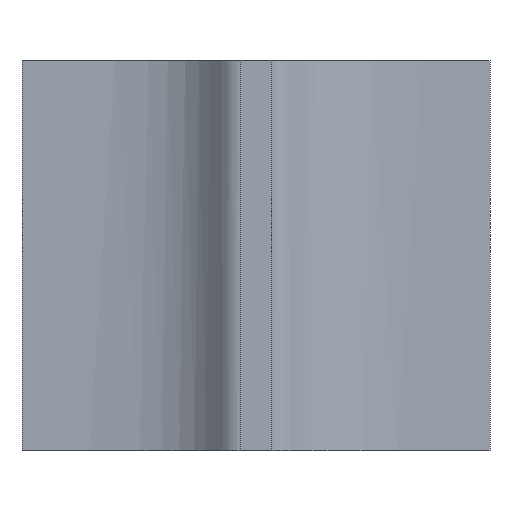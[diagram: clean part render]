
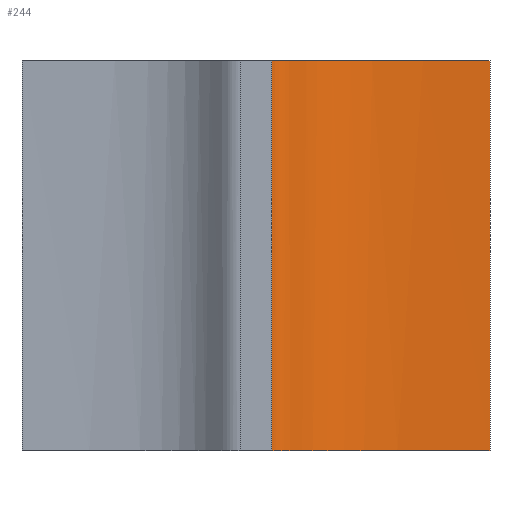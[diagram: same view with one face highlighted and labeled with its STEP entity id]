
A CAD part, front view. The second image highlights one B-rep face of the part: STEP entity #244.
In plain terms, the highlighted free-form (B-spline) face has degree [4, 1] with [5, 2] control points.
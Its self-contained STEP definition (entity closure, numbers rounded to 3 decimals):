
#15=(
BOUNDED_SURFACE()
B_SPLINE_SURFACE(4,1,((#391,#392),(#393,#394),(#395,#396),(#397,#398),(#399,
#400)),.UNSPECIFIED.,.F.,.F.,.F.)
B_SPLINE_SURFACE_WITH_KNOTS((5,5),(2,2),(-1.,0.),(0.,2.75),
 .UNSPECIFIED.)
GEOMETRIC_REPRESENTATION_ITEM()
RATIONAL_B_SPLINE_SURFACE(((1.,1.),(1.,1.),(1.,1.),(1.,1.),(1.,1.)))
REPRESENTATION_ITEM('')
SURFACE()
);
#21=(
BOUNDED_CURVE()
B_SPLINE_CURVE(4,(#359,#360,#361,#362,#363),.UNSPECIFIED.,.F.,.F.)
B_SPLINE_CURVE_WITH_KNOTS((5,5),(-1.,0.),.UNSPECIFIED.)
CURVE()
GEOMETRIC_REPRESENTATION_ITEM()
RATIONAL_B_SPLINE_CURVE((1.,1.,1.,1.,1.))
REPRESENTATION_ITEM('')
);
#25=(
BOUNDED_CURVE()
B_SPLINE_CURVE(4,(#403,#404,#405,#406,#407),.UNSPECIFIED.,.F.,.F.)
B_SPLINE_CURVE_WITH_KNOTS((5,5),(0.,1.),.UNSPECIFIED.)
CURVE()
GEOMETRIC_REPRESENTATION_ITEM()
RATIONAL_B_SPLINE_CURVE((1.,1.,1.,1.,1.))
REPRESENTATION_ITEM('')
);
#42=FACE_OUTER_BOUND('',#57,.T.);
#57=EDGE_LOOP('',(#196,#197,#198,#199));
#75=LINE('',#408,#95);
#76=LINE('',#409,#96);
#95=VECTOR('',#315,10.);
#96=VECTOR('',#316,10.);
#119=VERTEX_POINT('',#357);
#120=VERTEX_POINT('',#358);
#127=VERTEX_POINT('',#401);
#128=VERTEX_POINT('',#402);
#144=EDGE_CURVE('',#119,#120,#21,.T.);
#153=EDGE_CURVE('',#127,#128,#25,.T.);
#154=EDGE_CURVE('',#120,#127,#75,.T.);
#155=EDGE_CURVE('',#119,#128,#76,.T.);
#196=ORIENTED_EDGE('',*,*,#153,.F.);
#197=ORIENTED_EDGE('',*,*,#154,.F.);
#198=ORIENTED_EDGE('',*,*,#144,.F.);
#199=ORIENTED_EDGE('',*,*,#155,.T.);
#244=ADVANCED_FACE('',(#42),#15,.F.);
#315=DIRECTION('',(0.,0.,-1.));
#316=DIRECTION('',(0.,0.,-1.));
#357=CARTESIAN_POINT('',(1.,-3.85,25.));
#358=CARTESIAN_POINT('',(15.,-0.2,25.));
#359=CARTESIAN_POINT('Ctrl Pts',(1.,-3.85,25.));
#360=CARTESIAN_POINT('Ctrl Pts',(3.,-3.85,25.));
#361=CARTESIAN_POINT('Ctrl Pts',(3.026,-0.336,25.));
#362=CARTESIAN_POINT('Ctrl Pts',(7.,-0.2,25.));
#363=CARTESIAN_POINT('Ctrl Pts',(15.,-0.2,25.));
#391=CARTESIAN_POINT('Ctrl Pts',(1.,-3.85,25.));
#392=CARTESIAN_POINT('Ctrl Pts',(1.,-3.85,-2.501));
#393=CARTESIAN_POINT('Ctrl Pts',(3.,-3.85,25.));
#394=CARTESIAN_POINT('Ctrl Pts',(3.,-3.85,-2.501));
#395=CARTESIAN_POINT('Ctrl Pts',(3.026,-0.336,25.));
#396=CARTESIAN_POINT('Ctrl Pts',(3.026,-0.336,-2.501));
#397=CARTESIAN_POINT('Ctrl Pts',(7.,-0.2,25.));
#398=CARTESIAN_POINT('Ctrl Pts',(7.,-0.2,-2.501));
#399=CARTESIAN_POINT('Ctrl Pts',(15.,-0.2,25.));
#400=CARTESIAN_POINT('Ctrl Pts',(15.,-0.2,-2.501));
#401=CARTESIAN_POINT('',(15.,-0.2,0.));
#402=CARTESIAN_POINT('',(1.,-3.85,0.));
#403=CARTESIAN_POINT('Ctrl Pts',(15.,-0.2,0.));
#404=CARTESIAN_POINT('Ctrl Pts',(7.,-0.2,0.));
#405=CARTESIAN_POINT('Ctrl Pts',(3.026,-0.336,0.));
#406=CARTESIAN_POINT('Ctrl Pts',(3.,-3.85,0.));
#407=CARTESIAN_POINT('Ctrl Pts',(1.,-3.85,0.));
#408=CARTESIAN_POINT('',(15.,-0.2,25.));
#409=CARTESIAN_POINT('',(1.,-3.85,25.));
